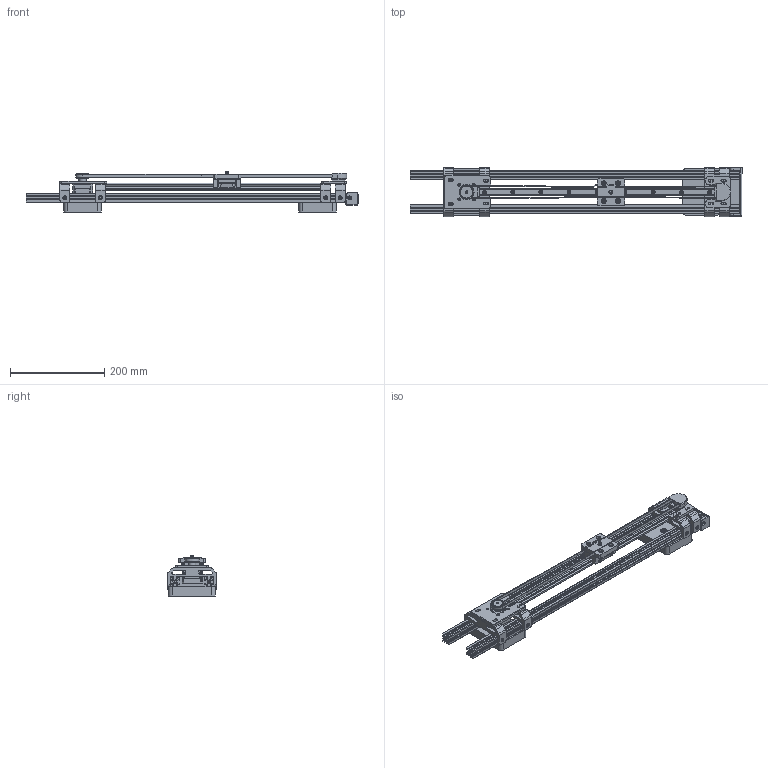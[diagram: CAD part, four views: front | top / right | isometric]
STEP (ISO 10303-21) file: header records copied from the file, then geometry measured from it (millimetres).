
FILE_DESCRIPTION(/* description */ (''),/* implementation_level */ '2;1');
FILE_NAME(/* name */ 'Slider Rework v25.step',/* time_stamp */ '2020-07-21T22:32:42+02:00',/* author */ (''),/* organization */ (''),/* preprocessor_version */ 'ST-DEVELOPER v18.1',/* originating_system */ 'Autodesk Translation Framework v9.3.0.1241',/* authorisation */ '');
FILE_SCHEMA (('AUTOMOTIVE_DESIGN { 1 0 10303 214 3 1 1 }'));
Products named in the file (32): Slider Rework; Parts; Linear Rail; Composant1; Stepper Motor SubAssembly; Aluminum Timing Pulley; NEMA-17 Stepper Motor; Main Stepper Body; Shaft; Ball Bearing; Platform SubAssembly; Slide Rail Platform; Camera Platform; Hardware; 91290A228; Quarter Inch D-Ring Tripod Mount; Tripod Screw; 2mm Swivel Pin; D-Ring; Adafruit2020 v1; Timing Belt; Mounts; Rail Mount Right; rail-left; rail-mount; Bearing Mount; Tripod Platform; Bar Mounts; bar-mount-right; bar-mount-left; Motor Mount; rail-mount (1)
Assembly tree (36 placements, depth 7):
  Slider Rework
    Parts
      Linear Rail
        Composant1
      Stepper Motor SubAssembly
        Aluminum Timing Pulley
        NEMA-17 Stepper Motor
          Main Stepper Body
          Shaft
      Ball Bearing
      Adafruit2020 v1  x2
      Platform SubAssembly
        Slide Rail Platform
        Camera Platform
        Hardware
          91290A228  x4
          Quarter Inch D-Ring Tripod Mount
            Tripod Screw
              2mm Swivel Pin  x2
              D-Ring
      Timing Belt
    Mounts
      Rail Mount Right
        rail-left
        rail-mount
      Bearing Mount
      Tripod Platform
      Bar Mounts
        bar-mount-right
        bar-mount-left
      Motor Mount
    rail-mount (1)
Bounding box: 706 x 104.54 x 85.15 mm (x, y, z)
Volume: 1011506.9 mm3; surface area: 479556.5 mm2
Topology: 43 solids, 43 shells, 1932 faces, 5179 edges, 3363 vertices
Faces by surface type: cylinder 938, plane 811, cone 110, bspline 30, sphere 28, torus 15
Full cylindrical faces by diameter (mm): 2 x5, 2.671 x24, 3 x4, 3.07 x12, 3.961 x52, 4 x30, 4.5 x9, 4.6 x1, 4.975 x4, 5 x68, 6 x4, 6.35 x4, 7.5 x9, 7.6 x1, 7.94 x5, 8 x1, 8.4 x18, 8.5 x5, 9.525 x3, 10 x3, 10.2 x4, 11.5 x1, 12 x2, 13.681 x4, 15 x1, 16 x1, 16.319 x4, 16.5 x1, 22 x2, 25.5 x2
Entity records: 66742 total; most frequent: CARTESIAN_POINT 23501, ORIENTED_EDGE 8882, DIRECTION 8841, EDGE_CURVE 4441, AXIS2_PLACEMENT_3D 3107, VERTEX_POINT 2901, LINE 2627, VECTOR 2627
